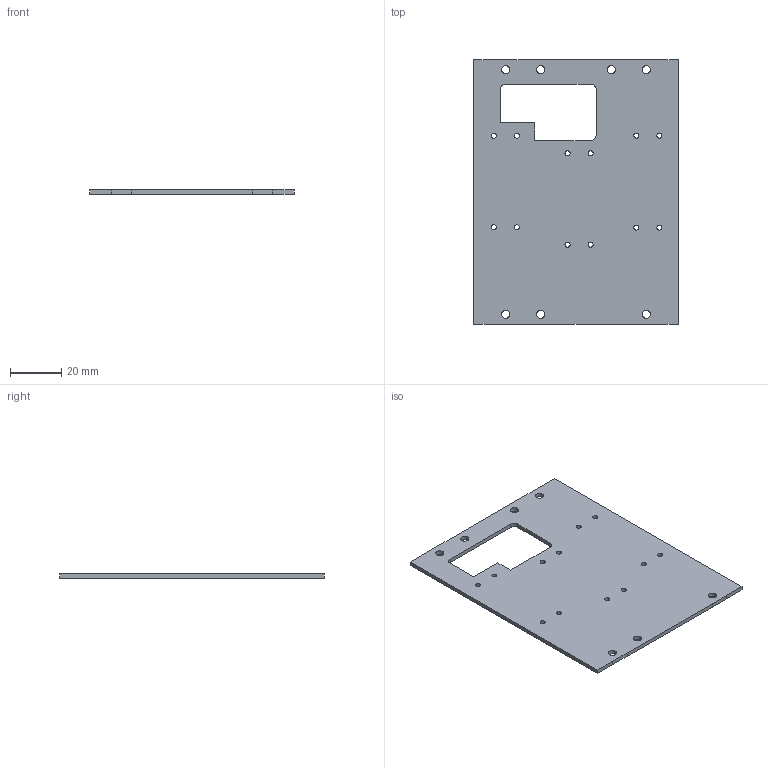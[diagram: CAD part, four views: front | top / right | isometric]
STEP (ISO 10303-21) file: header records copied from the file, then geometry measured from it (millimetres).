
FILE_DESCRIPTION(('KiCad electronic assembly'),'2;1');
FILE_NAME('solar-cell-pcbs-usb.step','2023-01-01T18:25:35',('Pcbnew'),( 'Kicad'),'Open CASCADE STEP processor 7.6','KiCad to STEP converter' ,'Unknown');
FILE_SCHEMA(('AUTOMOTIVE_DESIGN { 1 0 10303 214 1 1 1 1 }'));
Length unit declared in the file: millimetre
Products named in the file (2): solar-cell-pcbs-usb 1; solar-cell-pcbs-usb PCB
Assembly tree (1 placements, depth 2):
  solar-cell-pcbs-usb 1
    solar-cell-pcbs-usb PCB
Bounding box: 80 x 103.5 x 1.6 mm (x, y, z)
Volume: 11935.8 mm3; surface area: 15926 mm2
Topology: 1 solids, 1 shells, 42 faces, 120 edges, 80 vertices
Faces by surface type: cylinder 22, plane 20
Full cylindrical faces by diameter (mm): 2 x12, 3.2 x7
Entity records: 3207 total; most frequent: CARTESIAN_POINT 748, DIRECTION 448, LINE 272, VECTOR 272, ORIENTED_EDGE 240, PCURVE 240, DEFINITIONAL_REPRESENTATION 240, EDGE_CURVE 120
